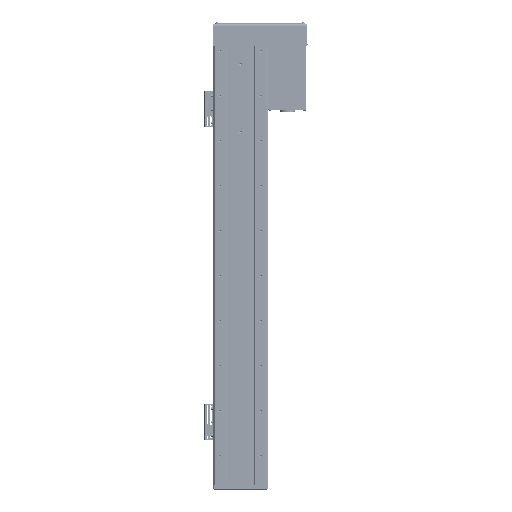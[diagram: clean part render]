
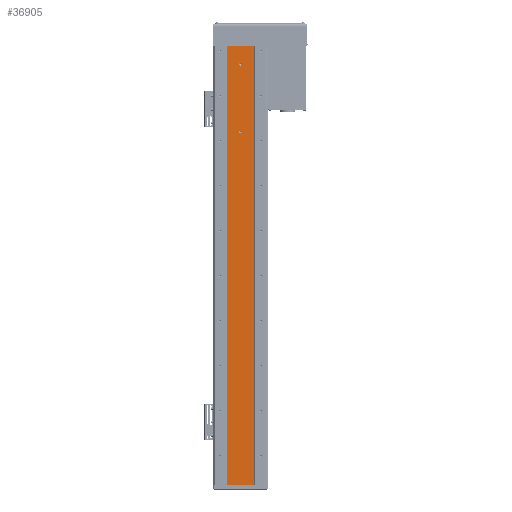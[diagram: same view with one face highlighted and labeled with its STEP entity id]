
A CAD part, front view. The second image highlights one B-rep face of the part: STEP entity #36905.
In plain terms, the highlighted planar face has unit normal (0, -1, 0).
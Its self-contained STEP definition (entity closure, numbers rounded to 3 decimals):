
#850 = EDGE_CURVE ( 'NONE', #67954, #94557, #46308, .T. ) ;
#1162 = CARTESIAN_POINT ( 'NONE',  ( -31., 0., 0. ) ) ;
#3679 = DIRECTION ( 'NONE',  ( 0., -1., 0. ) ) ;
#5943 = DIRECTION ( 'NONE',  ( 0., 0., 1. ) ) ;
#6302 = CARTESIAN_POINT ( 'NONE',  ( -31., 0., -1374. ) ) ;
#10816 = ORIENTED_EDGE ( 'NONE', *, *, #850, .F. ) ;
#11332 = DIRECTION ( 'NONE',  ( 0., -1., 0. ) ) ;
#16227 = DIRECTION ( 'NONE',  ( 0., -1., 0. ) ) ;
#17133 = CARTESIAN_POINT ( 'NONE',  ( 0., 0., -37. ) ) ;
#18364 = CARTESIAN_POINT ( 'NONE',  ( -31., 0., 0. ) ) ;
#19888 = DIRECTION ( 'NONE',  ( 0., 0., -1. ) ) ;
#19982 = VERTEX_POINT ( 'NONE', #1162 ) ;
#20033 = DIRECTION ( 'NONE',  ( 0., -1., 0. ) ) ;
#20190 = CARTESIAN_POINT ( 'NONE',  ( 0., 0., -190. ) ) ;
#20410 = LINE ( 'NONE', #112271, #68419 ) ;
#21656 = CARTESIAN_POINT ( 'NONE',  ( -31., 0., -974. ) ) ;
#25222 = CIRCLE ( 'NONE', #80683, 3. ) ;
#25487 = EDGE_CURVE ( 'NONE', #93118, #63649, #25222, .T. ) ;
#25935 = FACE_BOUND ( 'NONE', #107185, .T. ) ;
#29863 = VERTEX_POINT ( 'NONE', #31322 ) ;
#31322 = CARTESIAN_POINT ( 'NONE',  ( 31., 0., 0. ) ) ;
#31342 = DIRECTION ( 'NONE',  ( -1., 0., 0. ) ) ;
#32074 = EDGE_CURVE ( 'NONE', #63649, #93118, #56442, .T. ) ;
#36096 = VECTOR ( 'NONE', #36584, 1000. ) ;
#36584 = DIRECTION ( 'NONE',  ( 1., 0., 0. ) ) ;
#36905 = ADVANCED_FACE ( 'NONE', ( #25935, #97706, #52837 ), #87424, .T. ) ;
#37331 = EDGE_CURVE ( 'NONE', #94557, #67954, #114486, .T. ) ;
#42676 = DIRECTION ( 'NONE',  ( 0., 0., -1. ) ) ;
#46308 = CIRCLE ( 'NONE', #82007, 3. ) ;
#47229 = VECTOR ( 'NONE', #102295, 1000. ) ;
#51045 = CARTESIAN_POINT ( 'NONE',  ( -31., 0., -1374. ) ) ;
#52837 = FACE_OUTER_BOUND ( 'NONE', #112407, .T. ) ;
#53236 = EDGE_LOOP ( 'NONE', ( #102625, #10816 ) ) ;
#56139 = LINE ( 'NONE', #51045, #103793 ) ;
#56442 = CIRCLE ( 'NONE', #62320, 3. ) ;
#56720 = AXIS2_PLACEMENT_3D ( 'NONE', #6302, #96443, #42676 ) ;
#57287 = CARTESIAN_POINT ( 'NONE',  ( 31., 0., -1374. ) ) ;
#57852 = CARTESIAN_POINT ( 'NONE',  ( 0., 0., -40. ) ) ;
#59939 = EDGE_CURVE ( 'NONE', #103906, #19982, #56139, .T. ) ;
#62320 = AXIS2_PLACEMENT_3D ( 'NONE', #57852, #3679, #66868 ) ;
#63649 = VERTEX_POINT ( 'NONE', #17133 ) ;
#64374 = CARTESIAN_POINT ( 'NONE',  ( 0., 0., -187. ) ) ;
#65451 = CARTESIAN_POINT ( 'NONE',  ( 0., 0., -190. ) ) ;
#66603 = EDGE_CURVE ( 'NONE', #80056, #103906, #20410, .T. ) ;
#66868 = DIRECTION ( 'NONE',  ( 0., 0., -1. ) ) ;
#67954 = VERTEX_POINT ( 'NONE', #64374 ) ;
#68043 = CARTESIAN_POINT ( 'NONE',  ( 31., 0., -974. ) ) ;
#68419 = VECTOR ( 'NONE', #31342, 1000. ) ;
#68549 = LINE ( 'NONE', #18364, #36096 ) ;
#68985 = CARTESIAN_POINT ( 'NONE',  ( 0., 0., -43. ) ) ;
#70295 = CARTESIAN_POINT ( 'NONE',  ( 0., 0., -40. ) ) ;
#74470 = DIRECTION ( 'NONE',  ( 0., 0., -1. ) ) ;
#76617 = ORIENTED_EDGE ( 'NONE', *, *, #59939, .F. ) ;
#76959 = ORIENTED_EDGE ( 'NONE', *, *, #109885, .F. ) ;
#78488 = AXIS2_PLACEMENT_3D ( 'NONE', #65451, #11332, #74470 ) ;
#79282 = DIRECTION ( 'NONE',  ( 0., 0., -1. ) ) ;
#80056 = VERTEX_POINT ( 'NONE', #68043 ) ;
#80683 = AXIS2_PLACEMENT_3D ( 'NONE', #70295, #16227, #79282 ) ;
#82007 = AXIS2_PLACEMENT_3D ( 'NONE', #20190, #20033, #19888 ) ;
#85496 = EDGE_CURVE ( 'NONE', #80056, #29863, #97743, .T. ) ;
#87424 = PLANE ( 'NONE',  #56720 ) ;
#92574 = ORIENTED_EDGE ( 'NONE', *, *, #85496, .T. ) ;
#92832 = ORIENTED_EDGE ( 'NONE', *, *, #25487, .F. ) ;
#93118 = VERTEX_POINT ( 'NONE', #68985 ) ;
#94557 = VERTEX_POINT ( 'NONE', #116082 ) ;
#94905 = ORIENTED_EDGE ( 'NONE', *, *, #32074, .F. ) ;
#96443 = DIRECTION ( 'NONE',  ( 0., -1., 0. ) ) ;
#97706 = FACE_BOUND ( 'NONE', #53236, .T. ) ;
#97743 = LINE ( 'NONE', #57287, #47229 ) ;
#100678 = ORIENTED_EDGE ( 'NONE', *, *, #66603, .F. ) ;
#102295 = DIRECTION ( 'NONE',  ( 0., 0., 1. ) ) ;
#102625 = ORIENTED_EDGE ( 'NONE', *, *, #37331, .F. ) ;
#103793 = VECTOR ( 'NONE', #5943, 1000. ) ;
#103906 = VERTEX_POINT ( 'NONE', #21656 ) ;
#107185 = EDGE_LOOP ( 'NONE', ( #92832, #94905 ) ) ;
#109885 = EDGE_CURVE ( 'NONE', #19982, #29863, #68549, .T. ) ;
#112271 = CARTESIAN_POINT ( 'NONE',  ( -31., 0., -974. ) ) ;
#112407 = EDGE_LOOP ( 'NONE', ( #100678, #92574, #76959, #76617 ) ) ;
#114486 = CIRCLE ( 'NONE', #78488, 3. ) ;
#116082 = CARTESIAN_POINT ( 'NONE',  ( 0., 0., -193. ) ) ;
